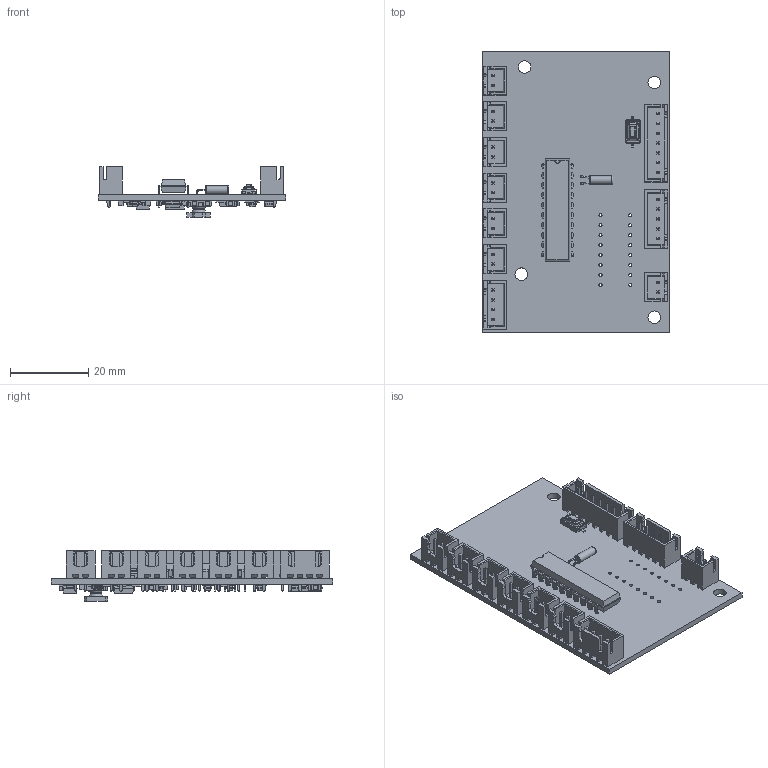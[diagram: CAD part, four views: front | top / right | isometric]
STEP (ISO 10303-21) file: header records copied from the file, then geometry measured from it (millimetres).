
FILE_DESCRIPTION(('KiCad electronic assembly'),'2;1');
FILE_NAME('Flipklok.step','2025-03-17T11:14:24',('Pcbnew'),('Kicad'), 'Open CASCADE STEP processor 7.8','KiCad to STEP converter','Unknown' );
FILE_SCHEMA(('AUTOMOTIVE_DESIGN { 1 0 10303 214 1 1 1 1 }'));
Length unit declared in the file: millimetre
Products named in the file (21): Flipklok 1; JST_XH_B2B-XH-A_1x02_P2.50mm_Vertical; DIP-20_W7.62mm; SW_Tactile_SPST_NO_Straight_CK_PTS636Sx25SMTRLFS; Crystal_C26-LF_D2.1mm_L6.5mm_Horizontal; JST_XH_B5B-XH-A_1x05_P2.50mm_Vertical; JST_XH_B7B-XH-A_1x07_P2.50mm_Vertical; JST_XH_B4B-XH-A_1x04_P2.50mm_Vertical; D_SMB; R_0805_2012Metric; C_0805_2012Metric; Fuse_0603_1608Metric; L_Bourns_SRN6045TA; D_SOD-123F; SOT-23-5; TSOT-23; SOT-23-6; SOT-89-3; Flipklok 1.57.1; SOIC-14_3.9x8.7mm_P1.27mm; Flipklok_PCB
Assembly tree (62 placements, depth 3):
  Flipklok 1
    JST_XH_B2B-XH-A_1x02_P2.50mm_Vertical  x7
    DIP-20_W7.62mm
    SW_Tactile_SPST_NO_Straight_CK_PTS636Sx25SMTRLFS
    Crystal_C26-LF_D2.1mm_L6.5mm_Horizontal
    JST_XH_B5B-XH-A_1x05_P2.50mm_Vertical
    JST_XH_B7B-XH-A_1x07_P2.50mm_Vertical
    JST_XH_B4B-XH-A_1x04_P2.50mm_Vertical
    D_SMB  x2
    R_0805_2012Metric  x16
    C_0805_2012Metric  x16
    Fuse_0603_1608Metric  x2
    L_Bourns_SRN6045TA
    D_SOD-123F
    SOT-23-5  x4
    TSOT-23
    SOT-23-6  x2
    SOT-89-3
      Flipklok 1.57.1
    SOIC-14_3.9x8.7mm_P1.27mm
    Flipklok_PCB
Bounding box: 48 x 72 x 12.88 mm (x, y, z)
Volume: 8064.7 mm3; surface area: 14670.9 mm2
Topology: 69 solids, 69 shells, 3955 faces, 10289 edges, 6565 vertices
Faces by surface type: plane 2858, cylinder 766, bspline 315, sphere 8, torus 6, cone 2
Full cylindrical faces by diameter (mm): 0.3 x4, 0.5 x2, 0.6 x1, 0.7 x1, 0.8 x36, 0.95 x16, 1 x14, 2.1 x3, 3.2 x4
Entity records: 77689 total; most frequent: CARTESIAN_POINT 12313, ORIENTED_EDGE 10848, DIRECTION 9898, EDGE_CURVE 5424, LINE 4484, VECTOR 4484, VERTEX_POINT 3431, AXIS2_PLACEMENT_3D 2707
